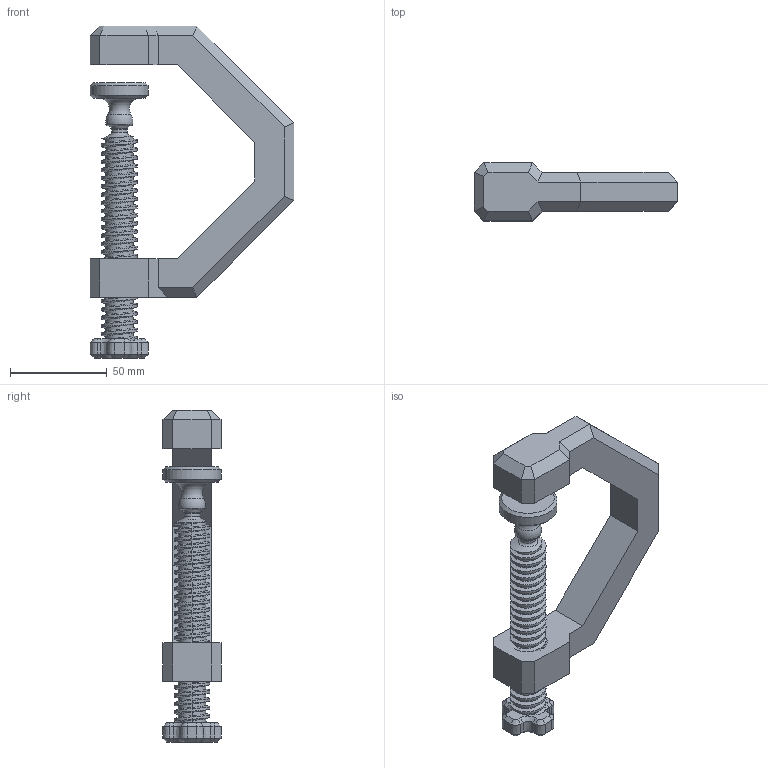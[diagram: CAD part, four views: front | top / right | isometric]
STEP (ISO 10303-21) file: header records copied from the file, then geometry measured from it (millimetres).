
FILE_DESCRIPTION(/* description */ (''),/* implementation_level */ '2;1');
FILE_NAME(/* name */ 'universal-opensource clamp v5.step',/* time_stamp */ '2024-07-05T14:30:48-04:00',/* author */ (''),/* organization */ (''),/* preprocessor_version */ 'ST-DEVELOPER v20',/* originating_system */ 'Autodesk Translation Framework v13.14.0.145',/* authorisation */ '');
FILE_SCHEMA (('AUTOMOTIVE_DESIGN { 1 0 10303 214 3 1 1 }'));
Length unit declared in the file: millimetre
Products named in the file (4): universal-opensource clamp; Clamp; pad; screw
Assembly tree (3 placements, depth 3):
  universal-opensource clamp
    Clamp
      pad
      screw
Bounding box: 105 x 30 x 171.3 mm (x, y, z)
Volume: 141137.4 mm3; surface area: 37633.3 mm2
Topology: 3 solids, 3 shells, 201 faces, 518 edges, 322 vertices
Faces by surface type: plane 84, cylinder 65, bspline 42, torus 4, sphere 3, cone 3
Full cylindrical faces by diameter (mm): 8 x1, 14.199 x24, 14.922 x4, 18.546 x23, 19.812 x4, 30 x1
Entity records: 15148 total; most frequent: CARTESIAN_POINT 10721, ORIENTED_EDGE 1032, DIRECTION 669, EDGE_CURVE 516, VERTEX_POINT 322, LINE 267, VECTOR 267, B_SPLINE_CURVE_WITH_KNOTS 214
